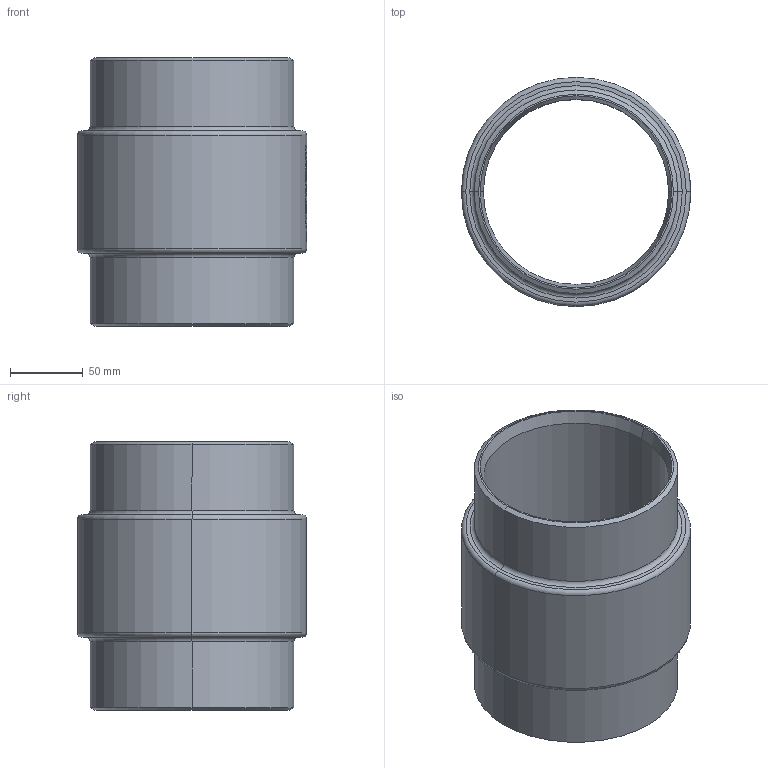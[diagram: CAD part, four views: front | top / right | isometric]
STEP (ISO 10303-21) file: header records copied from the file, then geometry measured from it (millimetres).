
FILE_DESCRIPTION (( 'STEP AP214' ), '1' );
FILE_NAME ('7110000_DN125_ PN10 51420134.STEP', '2022-03-17T11:06:03', ( 'axxx' ), ( 'Hewlett-Packard Company' ), 'SwSTEP 2.0', 'SolidWorks 2019', '' );
FILE_SCHEMA (( 'AUTOMOTIVE_DESIGN' ));
Length unit declared in the file: millimetre
Products named in the file (1): 7110000_DN125_ PN10 51420134
Bounding box: 157.2 x 157.2 x 184 mm (x, y, z)
Volume: 817198.3 mm3; surface area: 171234.7 mm2
Topology: 1 solids, 1 shells, 509 faces, 1370 edges, 908 vertices
Faces by surface type: plane 269, bspline 189, cylinder 35, torus 8, cone 8
Entity records: 26722 total; most frequent: CARTESIAN_POINT 15312, ORIENTED_EDGE 2740, DIRECTION 1677, EDGE_CURVE 1370, VERTEX_POINT 908, LINE 785, VECTOR 785, EDGE_LOOP 556
